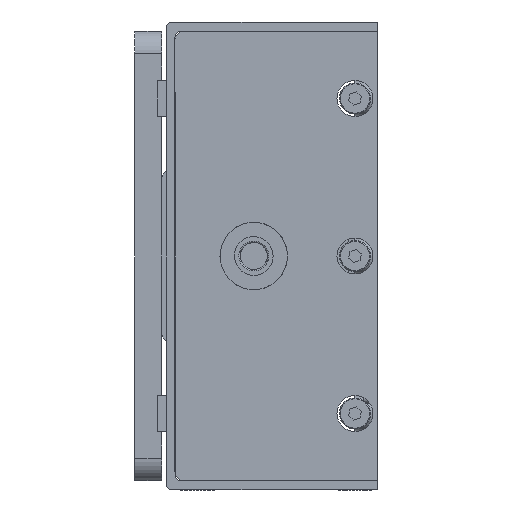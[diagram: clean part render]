
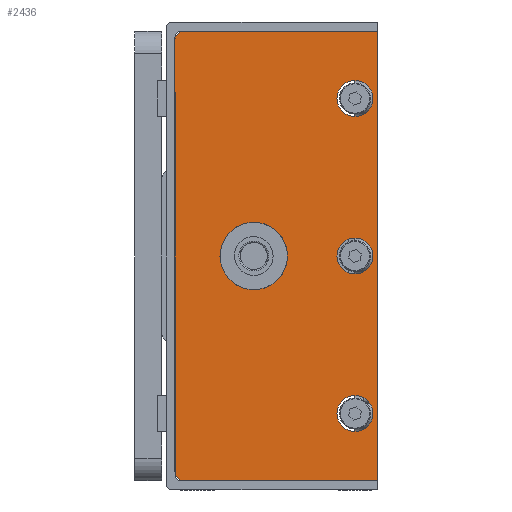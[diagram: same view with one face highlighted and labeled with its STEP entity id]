
A CAD part, left-side view. The second image highlights one B-rep face of the part: STEP entity #2436.
In plain terms, the highlighted planar face has unit normal (-1, 0, 0).
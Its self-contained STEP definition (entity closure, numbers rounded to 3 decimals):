
#368 = AXIS2_PLACEMENT_3D ( 'NONE', #18172, #1967, #20886 ) ;
#1146 = CARTESIAN_POINT ( 'NONE',  ( -96., 20., 0. ) ) ;
#1323 = ORIENTED_EDGE ( 'NONE', *, *, #6225, .T. ) ;
#1792 = DIRECTION ( 'NONE',  ( -1., 0., 0. ) ) ;
#1967 = DIRECTION ( 'NONE',  ( -1., 0., 0. ) ) ;
#2043 = DIRECTION ( 'NONE',  ( 1., 0., 0. ) ) ;
#2286 = LINE ( 'NONE', #33369, #22165 ) ;
#2436 = ADVANCED_FACE ( 'NONE', ( #20601, #27791, #7068, #13424, #6221 ), #16112, .F. ) ;
#2785 = DIRECTION ( 'NONE',  ( 0., -1., 0. ) ) ;
#2866 = EDGE_LOOP ( 'NONE', ( #29877, #10433, #26189, #30755, #33114, #22633 ) ) ;
#2979 = CARTESIAN_POINT ( 'NONE',  ( -96., 45., 50. ) ) ;
#3574 = DIRECTION ( 'NONE',  ( 1., 0., 0. ) ) ;
#3734 = EDGE_CURVE ( 'NONE', #7608, #22078, #24774, .T. ) ;
#3801 = AXIS2_PLACEMENT_3D ( 'NONE', #14153, #31607, #12033 ) ;
#4741 = DIRECTION ( 'NONE',  ( -1., 0., 0. ) ) ;
#4774 = DIRECTION ( 'NONE',  ( 0., 1., 0. ) ) ;
#4837 = CARTESIAN_POINT ( 'NONE',  ( -96., 43., -48. ) ) ;
#4857 = ORIENTED_EDGE ( 'NONE', *, *, #22080, .F. ) ;
#5400 = CARTESIAN_POINT ( 'NONE',  ( -96., 45., 50. ) ) ;
#5470 = CARTESIAN_POINT ( 'NONE',  ( -96., 5., 31. ) ) ;
#5576 = CARTESIAN_POINT ( 'NONE',  ( -96., 0., -50. ) ) ;
#5651 = CARTESIAN_POINT ( 'NONE',  ( -96., 45., -48. ) ) ;
#5998 = LINE ( 'NONE', #2979, #33932 ) ;
#6131 = AXIS2_PLACEMENT_3D ( 'NONE', #19781, #3574, #22478 ) ;
#6138 = CARTESIAN_POINT ( 'NONE',  ( -96., 43., 50. ) ) ;
#6196 = CARTESIAN_POINT ( 'NONE',  ( -96., 5., -39. ) ) ;
#6221 = FACE_OUTER_BOUND ( 'NONE', #2866, .T. ) ;
#6225 = EDGE_CURVE ( 'NONE', #13079, #27788, #30410, .T. ) ;
#6624 = AXIS2_PLACEMENT_3D ( 'NONE', #8239, #27140, #10952 ) ;
#6880 = VERTEX_POINT ( 'NONE', #23960 ) ;
#7068 = FACE_BOUND ( 'NONE', #12718, .T. ) ;
#7579 = DIRECTION ( 'NONE',  ( 0., 1., 0. ) ) ;
#7608 = VERTEX_POINT ( 'NONE', #6196 ) ;
#7852 = VERTEX_POINT ( 'NONE', #5651 ) ;
#8239 = CARTESIAN_POINT ( 'NONE',  ( -96., 27.5, 0. ) ) ;
#8306 = EDGE_LOOP ( 'NONE', ( #15236, #1323 ) ) ;
#8347 = VERTEX_POINT ( 'NONE', #12972 ) ;
#8782 = DIRECTION ( 'NONE',  ( -1., 0., 0. ) ) ;
#8847 = EDGE_CURVE ( 'NONE', #35128, #12068, #29110, .T. ) ;
#9387 = EDGE_CURVE ( 'NONE', #31385, #21076, #34158, .T. ) ;
#10028 = DIRECTION ( 'NONE',  ( 0., -1., 0. ) ) ;
#10066 = VECTOR ( 'NONE', #10028, 1000. ) ;
#10148 = CIRCLE ( 'NONE', #27496, 2. ) ;
#10433 = ORIENTED_EDGE ( 'NONE', *, *, #31795, .T. ) ;
#10952 = DIRECTION ( 'NONE',  ( 0., 1., 0. ) ) ;
#11188 = AXIS2_PLACEMENT_3D ( 'NONE', #20937, #4741, #23656 ) ;
#11581 = VECTOR ( 'NONE', #2785, 1000. ) ;
#12033 = DIRECTION ( 'NONE',  ( 0., 0., 1. ) ) ;
#12068 = VERTEX_POINT ( 'NONE', #17257 ) ;
#12718 = EDGE_LOOP ( 'NONE', ( #4857, #20116 ) ) ;
#12972 = CARTESIAN_POINT ( 'NONE',  ( -96., 5., -4. ) ) ;
#13079 = VERTEX_POINT ( 'NONE', #1146 ) ;
#13263 = VERTEX_POINT ( 'NONE', #31735 ) ;
#13424 = FACE_BOUND ( 'NONE', #8306, .T. ) ;
#13542 = EDGE_LOOP ( 'NONE', ( #18798, #15596 ) ) ;
#13907 = VERTEX_POINT ( 'NONE', #5576 ) ;
#14093 = EDGE_CURVE ( 'NONE', #6880, #13907, #2286, .T. ) ;
#14153 = CARTESIAN_POINT ( 'NONE',  ( -96., 5., -35. ) ) ;
#15236 = ORIENTED_EDGE ( 'NONE', *, *, #19281, .T. ) ;
#15406 = DIRECTION ( 'NONE',  ( -1., 0., 0. ) ) ;
#15596 = ORIENTED_EDGE ( 'NONE', *, *, #9387, .F. ) ;
#15819 = AXIS2_PLACEMENT_3D ( 'NONE', #17994, #1792, #20732 ) ;
#16000 = DIRECTION ( 'NONE',  ( -1., 0., 0. ) ) ;
#16112 = PLANE ( 'NONE',  #33626 ) ;
#17257 = CARTESIAN_POINT ( 'NONE',  ( -96., 45., 48. ) ) ;
#17659 = VERTEX_POINT ( 'NONE', #32103 ) ;
#17994 = CARTESIAN_POINT ( 'NONE',  ( -96., 5., -35. ) ) ;
#18105 = LINE ( 'NONE', #28906, #10066 ) ;
#18172 = CARTESIAN_POINT ( 'NONE',  ( -96., 5., 0. ) ) ;
#18355 = EDGE_CURVE ( 'NONE', #21076, #31385, #27129, .T. ) ;
#18764 = LINE ( 'NONE', #5400, #11581 ) ;
#18798 = ORIENTED_EDGE ( 'NONE', *, *, #18355, .F. ) ;
#19281 = EDGE_CURVE ( 'NONE', #27788, #13079, #23685, .T. ) ;
#19712 = CARTESIAN_POINT ( 'NONE',  ( -96., 45., 50. ) ) ;
#19781 = CARTESIAN_POINT ( 'NONE',  ( -96., 27.5, 0. ) ) ;
#20116 = ORIENTED_EDGE ( 'NONE', *, *, #33780, .F. ) ;
#20601 = FACE_BOUND ( 'NONE', #13542, .T. ) ;
#20732 = DIRECTION ( 'NONE',  ( 0., 0., 1. ) ) ;
#20886 = DIRECTION ( 'NONE',  ( 0., 0., 1. ) ) ;
#20937 = CARTESIAN_POINT ( 'NONE',  ( -96., 43., 48. ) ) ;
#21076 = VERTEX_POINT ( 'NONE', #33998 ) ;
#22078 = VERTEX_POINT ( 'NONE', #26190 ) ;
#22080 = EDGE_CURVE ( 'NONE', #17659, #8347, #25026, .T. ) ;
#22165 = VECTOR ( 'NONE', #22579, 1000. ) ;
#22478 = DIRECTION ( 'NONE',  ( 0., 1., 0. ) ) ;
#22579 = DIRECTION ( 'NONE',  ( 0., 0., -1. ) ) ;
#22633 = ORIENTED_EDGE ( 'NONE', *, *, #8847, .T. ) ;
#23656 = DIRECTION ( 'NONE',  ( 0., 1., 0. ) ) ;
#23685 = CIRCLE ( 'NONE', #6624, 7.5 ) ;
#23753 = DIRECTION ( 'NONE',  ( -1., 0., 0. ) ) ;
#23960 = CARTESIAN_POINT ( 'NONE',  ( -96., 0., 50. ) ) ;
#24591 = DIRECTION ( 'NONE',  ( 0., 0., -1. ) ) ;
#24774 = CIRCLE ( 'NONE', #3801, 4. ) ;
#24946 = CARTESIAN_POINT ( 'NONE',  ( -96., 5., 35. ) ) ;
#25026 = CIRCLE ( 'NONE', #368, 4. ) ;
#25365 = EDGE_CURVE ( 'NONE', #13263, #13907, #18105, .T. ) ;
#25480 = AXIS2_PLACEMENT_3D ( 'NONE', #32178, #16000, #34946 ) ;
#25788 = AXIS2_PLACEMENT_3D ( 'NONE', #24946, #8782, #27677 ) ;
#26189 = ORIENTED_EDGE ( 'NONE', *, *, #25365, .T. ) ;
#26190 = CARTESIAN_POINT ( 'NONE',  ( -96., 5., -31. ) ) ;
#26734 = CARTESIAN_POINT ( 'NONE',  ( -96., 35., 0. ) ) ;
#27129 = CIRCLE ( 'NONE', #25788, 4. ) ;
#27140 = DIRECTION ( 'NONE',  ( 1., 0., 0. ) ) ;
#27496 = AXIS2_PLACEMENT_3D ( 'NONE', #4837, #23753, #7579 ) ;
#27677 = DIRECTION ( 'NONE',  ( 0., 0., 1. ) ) ;
#27788 = VERTEX_POINT ( 'NONE', #26734 ) ;
#27791 = FACE_BOUND ( 'NONE', #28046, .T. ) ;
#28046 = EDGE_LOOP ( 'NONE', ( #33746, #29033 ) ) ;
#28239 = AXIS2_PLACEMENT_3D ( 'NONE', #31614, #15406, #34384 ) ;
#28906 = CARTESIAN_POINT ( 'NONE',  ( -96., 45., -50. ) ) ;
#29033 = ORIENTED_EDGE ( 'NONE', *, *, #3734, .F. ) ;
#29110 = CIRCLE ( 'NONE', #11188, 2. ) ;
#29533 = EDGE_CURVE ( 'NONE', #22078, #7608, #33076, .T. ) ;
#29877 = ORIENTED_EDGE ( 'NONE', *, *, #31437, .T. ) ;
#30410 = CIRCLE ( 'NONE', #6131, 7.5 ) ;
#30755 = ORIENTED_EDGE ( 'NONE', *, *, #14093, .F. ) ;
#30803 = EDGE_CURVE ( 'NONE', #35128, #6880, #18764, .T. ) ;
#31385 = VERTEX_POINT ( 'NONE', #5470 ) ;
#31437 = EDGE_CURVE ( 'NONE', #12068, #7852, #5998, .T. ) ;
#31607 = DIRECTION ( 'NONE',  ( -1., 0., 0. ) ) ;
#31614 = CARTESIAN_POINT ( 'NONE',  ( -96., 5., 0. ) ) ;
#31735 = CARTESIAN_POINT ( 'NONE',  ( -96., 43., -50. ) ) ;
#31795 = EDGE_CURVE ( 'NONE', #7852, #13263, #10148, .T. ) ;
#32103 = CARTESIAN_POINT ( 'NONE',  ( -96., 5., 4. ) ) ;
#32178 = CARTESIAN_POINT ( 'NONE',  ( -96., 5., 35. ) ) ;
#32642 = CIRCLE ( 'NONE', #28239, 4. ) ;
#33076 = CIRCLE ( 'NONE', #15819, 4. ) ;
#33114 = ORIENTED_EDGE ( 'NONE', *, *, #30803, .F. ) ;
#33369 = CARTESIAN_POINT ( 'NONE',  ( -96., 0., 50. ) ) ;
#33626 = AXIS2_PLACEMENT_3D ( 'NONE', #19712, #2043, #4774 ) ;
#33746 = ORIENTED_EDGE ( 'NONE', *, *, #29533, .F. ) ;
#33780 = EDGE_CURVE ( 'NONE', #8347, #17659, #32642, .T. ) ;
#33932 = VECTOR ( 'NONE', #24591, 1000. ) ;
#33998 = CARTESIAN_POINT ( 'NONE',  ( -96., 5., 39. ) ) ;
#34158 = CIRCLE ( 'NONE', #25480, 4. ) ;
#34384 = DIRECTION ( 'NONE',  ( 0., 0., 1. ) ) ;
#34946 = DIRECTION ( 'NONE',  ( 0., 0., 1. ) ) ;
#35128 = VERTEX_POINT ( 'NONE', #6138 ) ;
